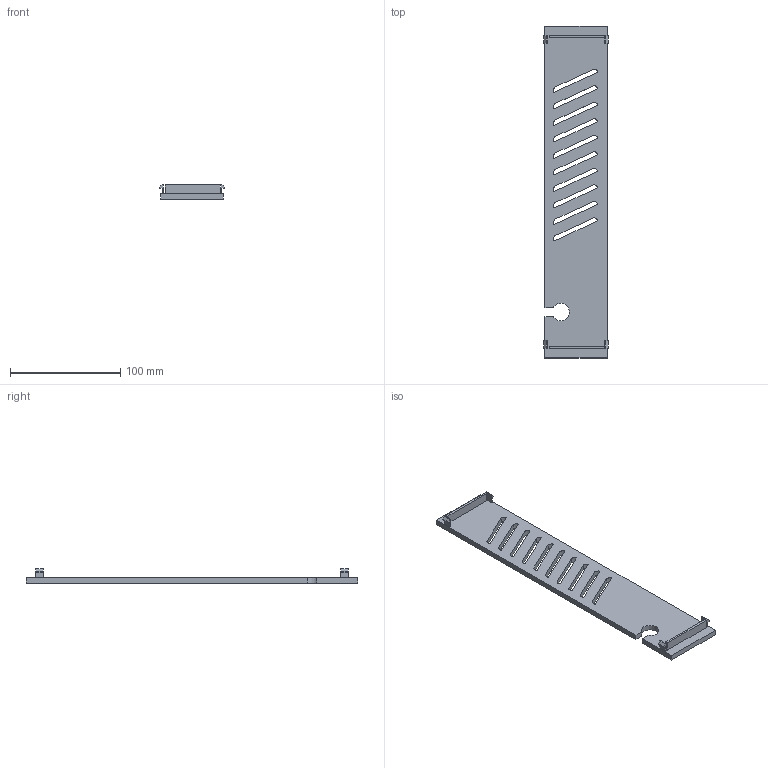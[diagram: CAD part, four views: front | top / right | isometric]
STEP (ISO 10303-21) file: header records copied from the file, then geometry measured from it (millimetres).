
FILE_DESCRIPTION(/* description */ (''),/* implementation_level */ '2;1');
FILE_NAME(/* name */ 'back cover.step',/* time_stamp */ '2025-12-08T09:15:51-05:00',/* author */ (''),/* organization */ (''),/* preprocessor_version */ 'ST-DEVELOPER v20.1',/* originating_system */ 'Autodesk Translation Framework v14.21.0.0',/* authorisation */ '');
FILE_SCHEMA (('AUTOMOTIVE_DESIGN { 1 0 10303 214 3 1 1 }'));
Length unit declared in the file: millimetre
Products named in the file (1): back cover
Bounding box: 58.3 x 301.43 x 13.05 mm (x, y, z)
Volume: 76893.2 mm3; surface area: 41224.3 mm2
Topology: 1 solids, 1 shells, 884 faces, 2460 edges, 1638 vertices
Faces by surface type: bspline 520, plane 363, cylinder 1
Entity records: 37261 total; most frequent: CARTESIAN_POINT 18153, ORIENTED_EDGE 4920, EDGE_CURVE 2460, DIRECTION 2152, VERTEX_POINT 1638, LINE 1418, VECTOR 1418, B_SPLINE_CURVE_WITH_KNOTS 1020
